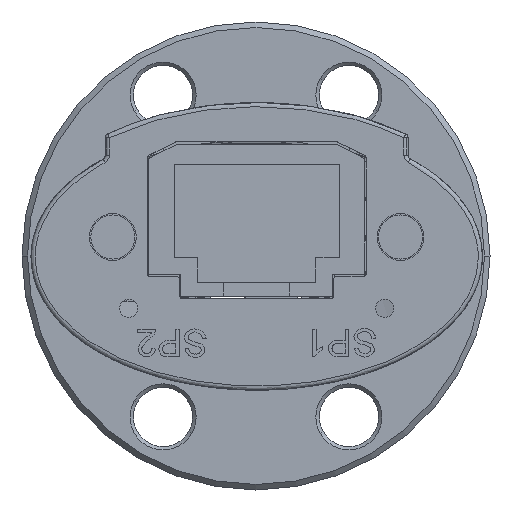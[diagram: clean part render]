
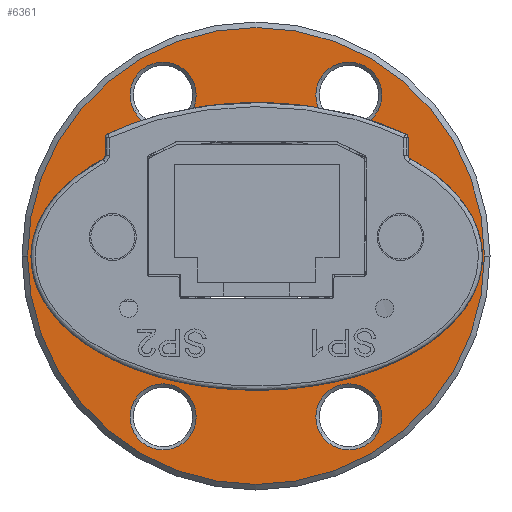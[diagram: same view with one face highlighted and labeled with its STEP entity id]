
A CAD part, left-side view. The second image highlights one B-rep face of the part: STEP entity #6361.
In plain terms, the highlighted planar face has unit normal (-1, 0, 0).
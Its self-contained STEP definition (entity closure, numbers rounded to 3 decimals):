
#5044=CARTESIAN_POINT('',(22.88,9.35,0.05));
#5045=VERTEX_POINT('',#5044);
#5054=CARTESIAN_POINT('',(22.88,-9.25,0.05));
#5055=VERTEX_POINT('',#5054);
#5056=CARTESIAN_POINT('',(22.88,0.05,0.05));
#5057=DIRECTION('',(1.0,0.0,0.0));
#5058=DIRECTION('',(0.0,1.0,0.0));
#5059=AXIS2_PLACEMENT_3D('',#5056,#5057,#5058);
#5060=CIRCLE('',#5059,9.3);
#5061=EDGE_CURVE('',#5055,#5045,#5060,.T.);
#5086=CARTESIAN_POINT('',(22.88,-16.55,0.05));
#5087=VERTEX_POINT('',#5086);
#5096=CARTESIAN_POINT('',(22.88,16.65,0.05));
#5097=VERTEX_POINT('',#5096);
#5098=CARTESIAN_POINT('',(22.88,0.05,0.05));
#5099=DIRECTION('',(1.0,0.0,0.0));
#5100=DIRECTION('',(0.0,-1.0,0.0));
#5101=AXIS2_PLACEMENT_3D('',#5098,#5099,#5100);
#5102=CIRCLE('',#5101,16.6);
#5103=EDGE_CURVE('',#5087,#5097,#5102,.T.);
#5280=CARTESIAN_POINT('',(22.88,13.55,-2.35));
#5281=VERTEX_POINT('',#5280);
#5297=CARTESIAN_POINT('',(22.88,13.55,2.45));
#5298=VERTEX_POINT('',#5297);
#5305=CARTESIAN_POINT('',(22.88,13.55,0.05));
#5306=DIRECTION('',(-1.0,0.0,0.0));
#5307=DIRECTION('',(0.0,0.0,-1.0));
#5308=AXIS2_PLACEMENT_3D('',#5305,#5306,#5307);
#5309=CIRCLE('',#5308,2.4);
#5310=EDGE_CURVE('',#5298,#5281,#5309,.T.);
#5419=CARTESIAN_POINT('',(22.88,8.878,10.541));
#5420=VERTEX_POINT('',#5419);
#5436=CARTESIAN_POINT('',(22.88,4.722,12.941));
#5437=VERTEX_POINT('',#5436);
#5444=CARTESIAN_POINT('',(22.88,6.8,11.741));
#5445=DIRECTION('',(-1.0,0.,0.));
#5446=DIRECTION('',(0.,0.866,-0.5));
#5447=AXIS2_PLACEMENT_3D('',#5444,#5445,#5446);
#5448=CIRCLE('',#5447,2.4);
#5449=EDGE_CURVE('',#5437,#5420,#5448,.T.);
#5558=CARTESIAN_POINT('',(22.88,-4.622,12.941));
#5559=VERTEX_POINT('',#5558);
#5575=CARTESIAN_POINT('',(22.88,-8.778,10.541));
#5576=VERTEX_POINT('',#5575);
#5583=CARTESIAN_POINT('',(22.88,-6.7,11.741));
#5584=DIRECTION('',(-1.0,0.,0.));
#5585=DIRECTION('',(0.,0.866,0.5));
#5586=AXIS2_PLACEMENT_3D('',#5583,#5584,#5585);
#5587=CIRCLE('',#5586,2.4);
#5588=EDGE_CURVE('',#5576,#5559,#5587,.T.);
#5697=CARTESIAN_POINT('',(22.88,-13.45,2.45));
#5698=VERTEX_POINT('',#5697);
#5714=CARTESIAN_POINT('',(22.88,-13.45,-2.35));
#5715=VERTEX_POINT('',#5714);
#5722=CARTESIAN_POINT('',(22.88,-13.45,0.05));
#5723=DIRECTION('',(-1.0,0.0,0.0));
#5724=DIRECTION('',(0.0,0.0,1.0));
#5725=AXIS2_PLACEMENT_3D('',#5722,#5723,#5724);
#5726=CIRCLE('',#5725,2.4);
#5727=EDGE_CURVE('',#5715,#5698,#5726,.T.);
#5836=CARTESIAN_POINT('',(22.88,-8.778,-10.441));
#5837=VERTEX_POINT('',#5836);
#5853=CARTESIAN_POINT('',(22.88,-4.622,-12.841));
#5854=VERTEX_POINT('',#5853);
#5861=CARTESIAN_POINT('',(22.88,-6.7,-11.641));
#5862=DIRECTION('',(-1.0,0.,0.));
#5863=DIRECTION('',(0.,-0.866,0.5));
#5864=AXIS2_PLACEMENT_3D('',#5861,#5862,#5863);
#5865=CIRCLE('',#5864,2.4);
#5866=EDGE_CURVE('',#5854,#5837,#5865,.T.);
#5975=CARTESIAN_POINT('',(22.88,4.722,-12.841));
#5976=VERTEX_POINT('',#5975);
#5992=CARTESIAN_POINT('',(22.88,8.878,-10.441));
#5993=VERTEX_POINT('',#5992);
#6000=CARTESIAN_POINT('',(22.88,6.8,-11.641));
#6001=DIRECTION('',(-1.0,0.,0.));
#6002=DIRECTION('',(0.,-0.866,-0.5));
#6003=AXIS2_PLACEMENT_3D('',#6000,#6001,#6002);
#6004=CIRCLE('',#6003,2.4);
#6005=EDGE_CURVE('',#5993,#5976,#6004,.T.);
#6270=CARTESIAN_POINT('',(22.88,6.8,-11.641));
#6271=DIRECTION('',(-1.0,0.,0.));
#6272=DIRECTION('',(0.,-0.866,-0.5));
#6273=AXIS2_PLACEMENT_3D('',#6270,#6271,#6272);
#6274=CIRCLE('',#6273,2.4);
#6275=EDGE_CURVE('',#5976,#5993,#6274,.T.);
#6282=CARTESIAN_POINT('',(22.88,13.2,0.05));
#6283=DIRECTION('',(-1.0,0.0,0.0));
#6284=DIRECTION('',(0.0,0.0,1.0));
#6285=AXIS2_PLACEMENT_3D('',#6282,#6283,#6284);
#6286=PLANE('',#6285);
#6287=CARTESIAN_POINT('',(22.88,0.05,0.05));
#6288=DIRECTION('',(1.0,0.0,0.0));
#6289=DIRECTION('',(0.0,-1.0,0.0));
#6290=AXIS2_PLACEMENT_3D('',#6287,#6288,#6289);
#6291=CIRCLE('',#6290,16.6);
#6292=EDGE_CURVE('',#5097,#5087,#6291,.T.);
#6293=ORIENTED_EDGE('',*,*,#6292,.F.);
#6294=ORIENTED_EDGE('',*,*,#5103,.F.);
#6295=EDGE_LOOP('',(#6293,#6294));
#6296=FACE_OUTER_BOUND('',#6295,.T.);
#6297=ORIENTED_EDGE('',*,*,#5866,.F.);
#6298=CARTESIAN_POINT('',(22.88,-6.7,-11.641));
#6299=DIRECTION('',(-1.0,0.,0.));
#6300=DIRECTION('',(0.,-0.866,0.5));
#6301=AXIS2_PLACEMENT_3D('',#6298,#6299,#6300);
#6302=CIRCLE('',#6301,2.4);
#6303=EDGE_CURVE('',#5837,#5854,#6302,.T.);
#6304=ORIENTED_EDGE('',*,*,#6303,.F.);
#6305=EDGE_LOOP('',(#6297,#6304));
#6306=FACE_BOUND('',#6305,.T.);
#6307=ORIENTED_EDGE('',*,*,#5588,.F.);
#6308=CARTESIAN_POINT('',(22.88,-6.7,11.741));
#6309=DIRECTION('',(-1.0,0.,0.));
#6310=DIRECTION('',(0.,0.866,0.5));
#6311=AXIS2_PLACEMENT_3D('',#6308,#6309,#6310);
#6312=CIRCLE('',#6311,2.4);
#6313=EDGE_CURVE('',#5559,#5576,#6312,.T.);
#6314=ORIENTED_EDGE('',*,*,#6313,.F.);
#6315=EDGE_LOOP('',(#6307,#6314));
#6316=FACE_BOUND('',#6315,.T.);
#6317=ORIENTED_EDGE('',*,*,#5310,.F.);
#6318=CARTESIAN_POINT('',(22.88,13.55,0.05));
#6319=DIRECTION('',(-1.0,0.0,0.0));
#6320=DIRECTION('',(0.0,0.0,-1.0));
#6321=AXIS2_PLACEMENT_3D('',#6318,#6319,#6320);
#6322=CIRCLE('',#6321,2.4);
#6323=EDGE_CURVE('',#5281,#5298,#6322,.T.);
#6324=ORIENTED_EDGE('',*,*,#6323,.F.);
#6325=EDGE_LOOP('',(#6317,#6324));
#6326=FACE_BOUND('',#6325,.T.);
#6327=CARTESIAN_POINT('',(22.88,0.05,0.05));
#6328=DIRECTION('',(1.0,0.0,0.0));
#6329=DIRECTION('',(0.0,1.0,0.0));
#6330=AXIS2_PLACEMENT_3D('',#6327,#6328,#6329);
#6331=CIRCLE('',#6330,9.3);
#6332=EDGE_CURVE('',#5045,#5055,#6331,.T.);
#6333=ORIENTED_EDGE('',*,*,#6332,.T.);
#6334=ORIENTED_EDGE('',*,*,#5061,.T.);
#6335=EDGE_LOOP('',(#6333,#6334));
#6336=FACE_BOUND('',#6335,.T.);
#6337=ORIENTED_EDGE('',*,*,#5449,.F.);
#6338=CARTESIAN_POINT('',(22.88,6.8,11.741));
#6339=DIRECTION('',(-1.0,0.,0.));
#6340=DIRECTION('',(0.,0.866,-0.5));
#6341=AXIS2_PLACEMENT_3D('',#6338,#6339,#6340);
#6342=CIRCLE('',#6341,2.4);
#6343=EDGE_CURVE('',#5420,#5437,#6342,.T.);
#6344=ORIENTED_EDGE('',*,*,#6343,.F.);
#6345=EDGE_LOOP('',(#6337,#6344));
#6346=FACE_BOUND('',#6345,.T.);
#6347=ORIENTED_EDGE('',*,*,#5727,.F.);
#6348=CARTESIAN_POINT('',(22.88,-13.45,0.05));
#6349=DIRECTION('',(-1.0,0.0,0.0));
#6350=DIRECTION('',(0.0,0.0,1.0));
#6351=AXIS2_PLACEMENT_3D('',#6348,#6349,#6350);
#6352=CIRCLE('',#6351,2.4);
#6353=EDGE_CURVE('',#5698,#5715,#6352,.T.);
#6354=ORIENTED_EDGE('',*,*,#6353,.F.);
#6355=EDGE_LOOP('',(#6347,#6354));
#6356=FACE_BOUND('',#6355,.T.);
#6357=ORIENTED_EDGE('',*,*,#6005,.F.);
#6358=ORIENTED_EDGE('',*,*,#6275,.F.);
#6359=EDGE_LOOP('',(#6357,#6358));
#6360=FACE_BOUND('',#6359,.T.);
#6361=ADVANCED_FACE('',(#6296,#6306,#6316,#6326,#6336,#6346,#6356,#6360),#6286,.T.);
